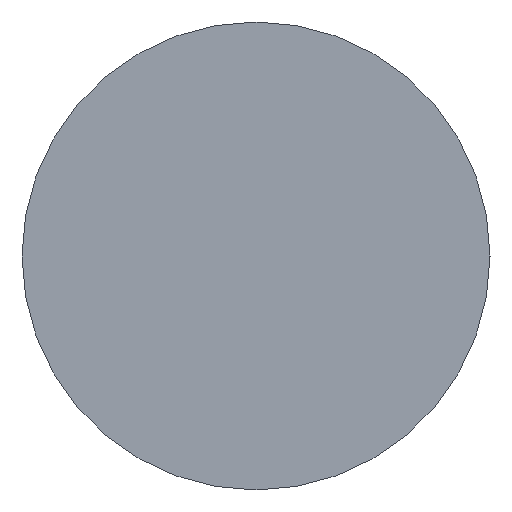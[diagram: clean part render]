
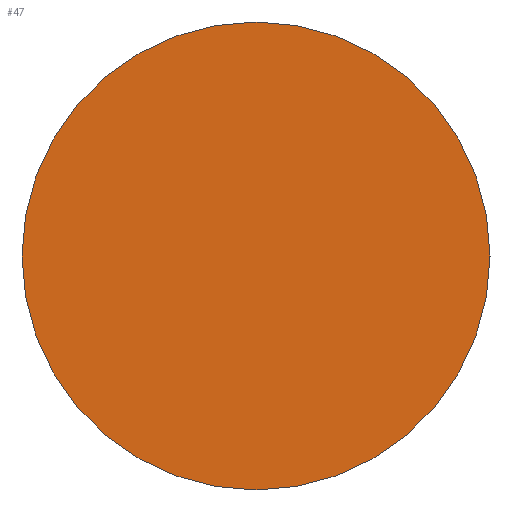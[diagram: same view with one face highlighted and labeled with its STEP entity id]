
A CAD part, left-side view. The second image highlights one B-rep face of the part: STEP entity #47.
In plain terms, the highlighted planar face has unit normal (-1, 0, 0).
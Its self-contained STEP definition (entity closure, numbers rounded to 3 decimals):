
#9 = AXIS2_PLACEMENT_3D ( 'NONE', #128, #180, #98 ) ;
#10 = ORIENTED_EDGE ( 'NONE', *, *, #77, .T. ) ;
#26 = VERTEX_POINT ( 'NONE', #63 ) ;
#47 = ADVANCED_FACE ( 'NONE', ( #106 ), #96, .F. ) ;
#58 = CIRCLE ( 'NONE', #105, 25. ) ;
#60 = AXIS2_PLACEMENT_3D ( 'NONE', #153, #67, #97 ) ;
#63 = CARTESIAN_POINT ( 'NONE',  ( 230.185, 138.756, 25. ) ) ;
#64 = CARTESIAN_POINT ( 'NONE',  ( 230.185, 138.756, -25. ) ) ;
#67 = DIRECTION ( 'NONE',  ( -1., 0., 0. ) ) ;
#77 = EDGE_CURVE ( 'NONE', #26, #120, #133, .T. ) ;
#96 = PLANE ( 'NONE',  #9 ) ;
#97 = DIRECTION ( 'NONE',  ( 0., 0., 1. ) ) ;
#98 = DIRECTION ( 'NONE',  ( 0., 0., -1. ) ) ;
#105 = AXIS2_PLACEMENT_3D ( 'NONE', #151, #179, #126 ) ;
#106 = FACE_OUTER_BOUND ( 'NONE', #125, .T. ) ;
#117 = EDGE_CURVE ( 'NONE', #120, #26, #58, .T. ) ;
#120 = VERTEX_POINT ( 'NONE', #64 ) ;
#125 = EDGE_LOOP ( 'NONE', ( #10, #170 ) ) ;
#126 = DIRECTION ( 'NONE',  ( 0., 0., 1. ) ) ;
#128 = CARTESIAN_POINT ( 'NONE',  ( 230.185, 138.756, 0. ) ) ;
#133 = CIRCLE ( 'NONE', #60, 25. ) ;
#151 = CARTESIAN_POINT ( 'NONE',  ( 230.185, 138.756, 0. ) ) ;
#153 = CARTESIAN_POINT ( 'NONE',  ( 230.185, 138.756, 0. ) ) ;
#170 = ORIENTED_EDGE ( 'NONE', *, *, #117, .T. ) ;
#179 = DIRECTION ( 'NONE',  ( -1., 0., 0. ) ) ;
#180 = DIRECTION ( 'NONE',  ( 1., 0., 0. ) ) ;
